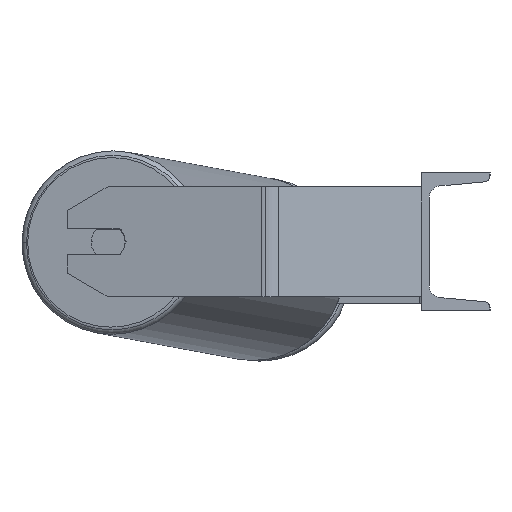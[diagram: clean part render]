
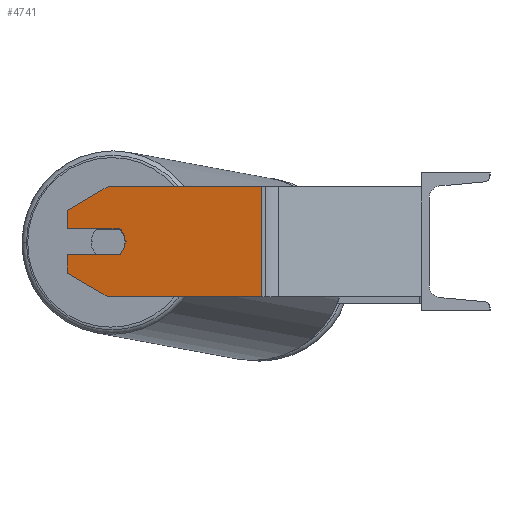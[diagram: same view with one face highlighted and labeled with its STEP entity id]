
A CAD part, left-side view. The second image highlights one B-rep face of the part: STEP entity #4741.
In plain terms, the highlighted planar face has unit normal (-0.985, 0.174, 0).
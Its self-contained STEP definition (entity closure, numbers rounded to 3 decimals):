
#13 = DIRECTION ( 'NONE',  ( 0.15, 0.853, -0.5 ) ) ;
#61 = DIRECTION ( 'NONE',  ( 0.174, 0.985, 0. ) ) ;
#145 = EDGE_CURVE ( 'NONE', #8872, #2454, #263, .T. ) ;
#226 = DIRECTION ( 'NONE',  ( -0.174, -0.985, 0. ) ) ;
#263 = LINE ( 'NONE', #2956, #1478 ) ;
#629 = DIRECTION ( 'NONE',  ( -0.15, -0.853, -0.5 ) ) ;
#680 = DIRECTION ( 'NONE',  ( -0.174, -0.985, 0. ) ) ;
#726 = CARTESIAN_POINT ( 'NONE',  ( -940.522, 226.856, 0. ) ) ;
#991 = FACE_OUTER_BOUND ( 'NONE', #6917, .T. ) ;
#1221 = VERTEX_POINT ( 'NONE', #5388 ) ;
#1271 = CARTESIAN_POINT ( 'NONE',  ( -960.156, 115.505, 40. ) ) ;
#1403 = EDGE_CURVE ( 'NONE', #5741, #2058, #1495, .T. ) ;
#1468 = ORIENTED_EDGE ( 'NONE', *, *, #4797, .T. ) ;
#1478 = VECTOR ( 'NONE', #6606, 1000. ) ;
#1495 = CIRCLE ( 'NONE', #4553, 12.5 ) ;
#1601 = AXIS2_PLACEMENT_3D ( 'NONE', #4327, #6395, #61 ) ;
#1729 = VECTOR ( 'NONE', #5508, 1000. ) ;
#1900 = LINE ( 'NONE', #2539, #4819 ) ;
#2058 = VERTEX_POINT ( 'NONE', #6050 ) ;
#2161 = CARTESIAN_POINT ( 'NONE',  ( -940.522, 226.856, -40. ) ) ;
#2210 = ORIENTED_EDGE ( 'NONE', *, *, #7056, .T. ) ;
#2212 = CARTESIAN_POINT ( 'NONE',  ( -960.156, 115.505, 40. ) ) ;
#2342 = CARTESIAN_POINT ( 'NONE',  ( -935.313, 256.4, -22.679 ) ) ;
#2404 = VERTEX_POINT ( 'NONE', #7472 ) ;
#2454 = VERTEX_POINT ( 'NONE', #6132 ) ;
#2495 = VECTOR ( 'NONE', #3597, 1000. ) ;
#2539 = CARTESIAN_POINT ( 'NONE',  ( -935.313, 256.4, 40. ) ) ;
#2553 = EDGE_CURVE ( 'NONE', #2595, #6510, #3870, .T. ) ;
#2561 = CARTESIAN_POINT ( 'NONE',  ( -935.313, 256.4, 22.679 ) ) ;
#2595 = VERTEX_POINT ( 'NONE', #8342 ) ;
#2847 = ORIENTED_EDGE ( 'NONE', *, *, #2553, .F. ) ;
#2917 = VECTOR ( 'NONE', #13, 1000. ) ;
#2956 = CARTESIAN_POINT ( 'NONE',  ( -935.313, 256.4, 40. ) ) ;
#3047 = DIRECTION ( 'NONE',  ( -0.985, 0.174, 0. ) ) ;
#3174 = CARTESIAN_POINT ( 'NONE',  ( -935.313, 256.4, 40. ) ) ;
#3192 = CARTESIAN_POINT ( 'NONE',  ( -942.693, 214.546, 0. ) ) ;
#3414 = LINE ( 'NONE', #6881, #7081 ) ;
#3417 = ORIENTED_EDGE ( 'NONE', *, *, #6546, .T. ) ;
#3597 = DIRECTION ( 'NONE',  ( 0., 0., -1. ) ) ;
#3623 = PLANE ( 'NONE',  #1601 ) ;
#3870 = LINE ( 'NONE', #3174, #1729 ) ;
#3954 = EDGE_CURVE ( 'NONE', #2058, #2454, #5494, .T. ) ;
#4091 = VECTOR ( 'NONE', #7327, 1000. ) ;
#4327 = CARTESIAN_POINT ( 'NONE',  ( -935.313, 256.4, 40. ) ) ;
#4403 = EDGE_CURVE ( 'NONE', #1221, #2404, #5035, .T. ) ;
#4492 = ORIENTED_EDGE ( 'NONE', *, *, #3954, .F. ) ;
#4553 = AXIS2_PLACEMENT_3D ( 'NONE', #726, #4942, #680 ) ;
#4682 = CARTESIAN_POINT ( 'NONE',  ( -960.156, 115.505, -40. ) ) ;
#4741 = ADVANCED_FACE ( 'NONE', ( #991 ), #3623, .F. ) ;
#4797 = EDGE_CURVE ( 'NONE', #1221, #6978, #1900, .T. ) ;
#4819 = VECTOR ( 'NONE', #8962, 1000. ) ;
#4867 = EDGE_CURVE ( 'NONE', #6510, #8673, #5716, .T. ) ;
#4915 = EDGE_CURVE ( 'NONE', #2404, #5741, #5882, .T. ) ;
#4942 = DIRECTION ( 'NONE',  ( -0.985, 0.174, 0. ) ) ;
#4969 = LINE ( 'NONE', #7012, #2917 ) ;
#5035 = LINE ( 'NONE', #5798, #4091 ) ;
#5264 = EDGE_CURVE ( 'NONE', #7721, #8673, #3414, .T. ) ;
#5388 = CARTESIAN_POINT ( 'NONE',  ( -935.313, 256.4, -9.5 ) ) ;
#5466 = LINE ( 'NONE', #6088, #9095 ) ;
#5494 = LINE ( 'NONE', #6156, #6946 ) ;
#5508 = DIRECTION ( 'NONE',  ( -0.174, -0.985, 0. ) ) ;
#5716 = LINE ( 'NONE', #1271, #2495 ) ;
#5741 = VERTEX_POINT ( 'NONE', #3192 ) ;
#5798 = CARTESIAN_POINT ( 'NONE',  ( -941.933, 218.855, -9.5 ) ) ;
#5882 = CIRCLE ( 'NONE', #6185, 12.5 ) ;
#6050 = CARTESIAN_POINT ( 'NONE',  ( -941.933, 218.855, 9.5 ) ) ;
#6088 = CARTESIAN_POINT ( 'NONE',  ( -940.522, 226.856, -40. ) ) ;
#6132 = CARTESIAN_POINT ( 'NONE',  ( -935.313, 256.4, 9.5 ) ) ;
#6156 = CARTESIAN_POINT ( 'NONE',  ( -935.313, 256.4, 9.5 ) ) ;
#6174 = DIRECTION ( 'NONE',  ( -0.174, -0.985, 0. ) ) ;
#6185 = AXIS2_PLACEMENT_3D ( 'NONE', #6574, #3047, #226 ) ;
#6395 = DIRECTION ( 'NONE',  ( 0.985, -0.174, 0. ) ) ;
#6485 = ORIENTED_EDGE ( 'NONE', *, *, #4403, .F. ) ;
#6510 = VERTEX_POINT ( 'NONE', #2212 ) ;
#6546 = EDGE_CURVE ( 'NONE', #2595, #8872, #4969, .T. ) ;
#6556 = ORIENTED_EDGE ( 'NONE', *, *, #5264, .T. ) ;
#6562 = ORIENTED_EDGE ( 'NONE', *, *, #4915, .F. ) ;
#6574 = CARTESIAN_POINT ( 'NONE',  ( -940.522, 226.856, 0. ) ) ;
#6606 = DIRECTION ( 'NONE',  ( 0., 0., -1. ) ) ;
#6692 = ORIENTED_EDGE ( 'NONE', *, *, #4867, .F. ) ;
#6881 = CARTESIAN_POINT ( 'NONE',  ( -935.313, 256.4, -40. ) ) ;
#6917 = EDGE_LOOP ( 'NONE', ( #1468, #2210, #6556, #6692, #2847, #3417, #9034, #4492, #8324, #6562, #6485 ) ) ;
#6946 = VECTOR ( 'NONE', #7598, 1000. ) ;
#6978 = VERTEX_POINT ( 'NONE', #2342 ) ;
#7012 = CARTESIAN_POINT ( 'NONE',  ( -935.313, 256.4, 22.679 ) ) ;
#7056 = EDGE_CURVE ( 'NONE', #6978, #7721, #5466, .T. ) ;
#7081 = VECTOR ( 'NONE', #6174, 1000. ) ;
#7327 = DIRECTION ( 'NONE',  ( -0.174, -0.985, 0. ) ) ;
#7472 = CARTESIAN_POINT ( 'NONE',  ( -941.933, 218.855, -9.5 ) ) ;
#7598 = DIRECTION ( 'NONE',  ( 0.174, 0.985, 0. ) ) ;
#7721 = VERTEX_POINT ( 'NONE', #2161 ) ;
#8324 = ORIENTED_EDGE ( 'NONE', *, *, #1403, .F. ) ;
#8342 = CARTESIAN_POINT ( 'NONE',  ( -940.522, 226.856, 40. ) ) ;
#8673 = VERTEX_POINT ( 'NONE', #4682 ) ;
#8872 = VERTEX_POINT ( 'NONE', #2561 ) ;
#8962 = DIRECTION ( 'NONE',  ( 0., 0., -1. ) ) ;
#9034 = ORIENTED_EDGE ( 'NONE', *, *, #145, .T. ) ;
#9095 = VECTOR ( 'NONE', #629, 1000. ) ;
